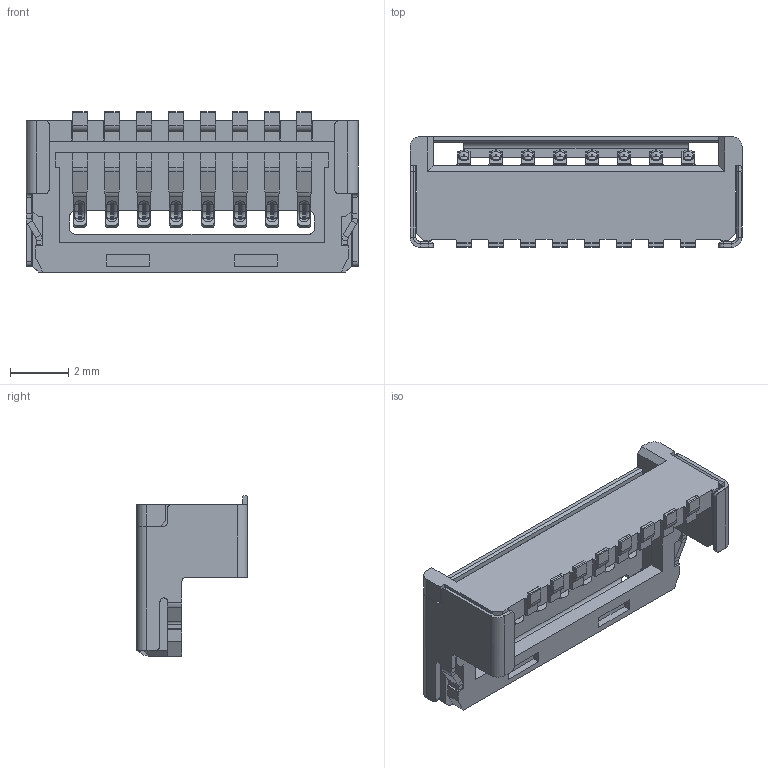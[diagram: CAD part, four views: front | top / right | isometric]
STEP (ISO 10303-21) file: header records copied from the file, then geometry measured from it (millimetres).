
FILE_DESCRIPTION (( 'STEP AP203' ), '1' );
FILE_NAME ('LCK-TF-109H3808-WLG.STEP', '2025-08-09T14:24:28', ( 'admin' ), ( '' ), 'SwSTEP 2.0', 'SolidWorks 2022', '' );
FILE_SCHEMA (( 'CONFIG_CONTROL_DESIGN' ));
Length unit declared in the file: millimetre
Products named in the file (1): LCK-TF-109H3808-WLG
Bounding box: 11.4 x 3.8 x 5.5 mm (x, y, z)
Volume: 54.3 mm3; surface area: 355.5 mm2
Topology: 2 solids, 2 shells, 969 faces, 2296 edges, 1342 vertices
Faces by surface type: bspline 969
Entity records: 32389 total; most frequent: CARTESIAN_POINT 14757, ORIENTED_EDGE 4586, EDGE_CURVE 2293, DIRECTION 2031, VERTEX_POINT 1342, LINE 1069, VECTOR 1069, EDGE_LOOP 987
